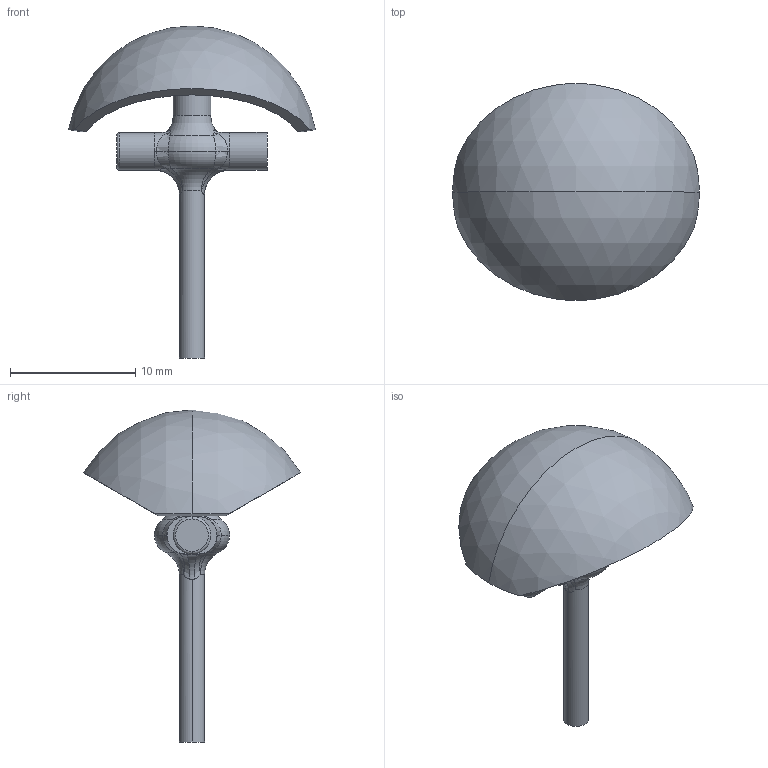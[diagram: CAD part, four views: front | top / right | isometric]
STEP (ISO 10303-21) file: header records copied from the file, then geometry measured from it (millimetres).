
FILE_DESCRIPTION (( 'STEP AP203' ), '1' );
FILE_NAME ('gimbal_test.STEP', '2013-01-11T17:47:15', ( 'Blake' ), ( '' ), 'SwSTEP 2.0', 'SolidWorks 2013', '' );
FILE_SCHEMA (( 'CONFIG_CONTROL_DESIGN' ));
Length unit declared in the file: millimetre
Products named in the file (1): gimbal_test
Bounding box: 19.7 x 17.32 x 26.5 mm (x, y, z)
Volume: 600.8 mm3; surface area: 1093.3 mm2
Topology: 1 solids, 1 shells, 84 faces, 194 edges, 104 vertices
Faces by surface type: bspline 28, torus 18, cylinder 16, plane 15, sphere 4, cone 3
Entity records: 3116 total; most frequent: CARTESIAN_POINT 1351, ORIENTED_EDGE 372, DIRECTION 341, EDGE_CURVE 186, AXIS2_PLACEMENT_3D 154, VERTEX_POINT 104, CIRCLE 97, FACE_OUTER_BOUND 84
